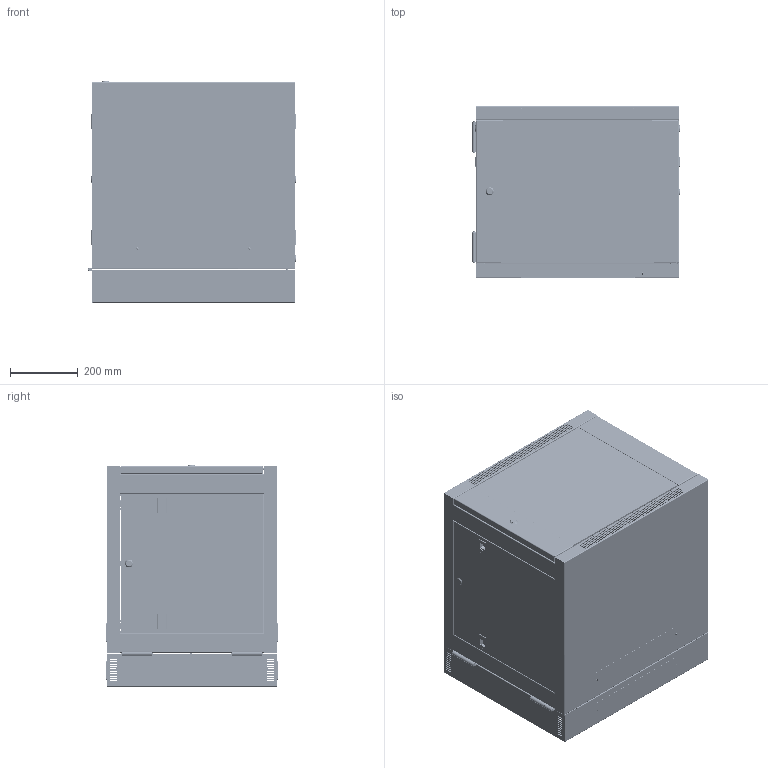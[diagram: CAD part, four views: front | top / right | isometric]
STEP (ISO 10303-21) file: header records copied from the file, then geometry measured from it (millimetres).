
FILE_DESCRIPTION (( 'STEP AP214' ), '1' );
FILE_NAME ('SMC-SMT6609D-D_3D.step', '2024-03-27T23:02:48', ( '' ), ( '' ), 'SwSTEP 2.0', 'SolidWorks 2022', '' );
FILE_SCHEMA (( 'AUTOMOTIVE_DESIGN' ));
Length unit declared in the file: inch
Products named in the file (41): 2222_9; XX_9; GB9074-4-88-M3X6_9; SHUOSHEA_9; JH060009_9; CM_ASM_9; FUJIAN-2_9; M6_16_9; SHUOSHE_9; MENZHOU1_9; MENTIAO-1_9; SHUOLUOMU_9; MENZHOU2_9; HK_ASM_9; MS725_9; MENTIAO_9; HZJ1_9; SUO22_ASM_9; SHUOLUOA_9; HYLZ_9; MEN_ASM_9; QLZ_9; CM_9; PDU-K0_ASM_9; SUO1_ASM_9; PDU_K1_9; JH060004_9; BOLI_9; DI_9; M4X8LS_9; PDU_K2_9; GB9074-4-88-M3X6A_9; HK_9; LX-GT_9; SHUOA_9; SHUO_9; DG_9; MENZHOU_ASM_9; SHOU_ASM_9; SMC-SMT6609D-D_3D ...
Assembly tree (67 placements, depth 4):
  SMC-SMT6609D-D_3D
    DG_9
    QLZ_9  x2
    HYLZ_9  x2
    DI_9
    HZJ1_9  x4
    JH060009_9  x4
    JH060004_9  x2
    HK_ASM_9
      HK_9
      JH060004_9  x2
      FUJIAN-2_9  x2
      MENZHOU_ASM_9  x2
        MENZHOU2_9
        MENZHOU1_9
    CM_ASM_9  x2
      CM_9
      PDU-K0_ASM_9
        PDU_K2_9
        PDU_K1_9
      SUO22_ASM_9
        SHUOA_9
        SHUOLUOA_9
        SHUOSHEA_9
        GB9074-4-88-M3X6A_9
    SUO1_ASM_9
      MS725_9
      SHUOLUOMU_9
      2222_9
    M6_16_9  x2
    M4X8LS_9  x8
    LX-GT_9  x2
    MEN_ASM_9
      MENTIAO-1_9
      MENTIAO_9
      BOLI_9
      SHOU_ASM_9
        SHUO_9
        GB9074-4-88-M3X6_9
        SHUOSHE_9
        SHUOLUO_9
      XX_9  x2
Bounding box: 612.48 x 509.23 x 652.55 mm (x, y, z)
Volume: 2082711 mm3; surface area: 5506270.7 mm2
Topology: 86 solids, 95 shells, 5797 faces, 16851 edges, 11190 vertices
Faces by surface type: plane 3386, cylinder 1934, bspline 399, cone 72, torus 6
Entity records: 145513 total; most frequent: CARTESIAN_POINT 64010, ORIENTED_EDGE 17139, DIRECTION 15364, EDGE_CURVE 8608, VERTEX_POINT 5635, LINE 5226, VECTOR 5226, AXIS2_PLACEMENT_3D 5069
